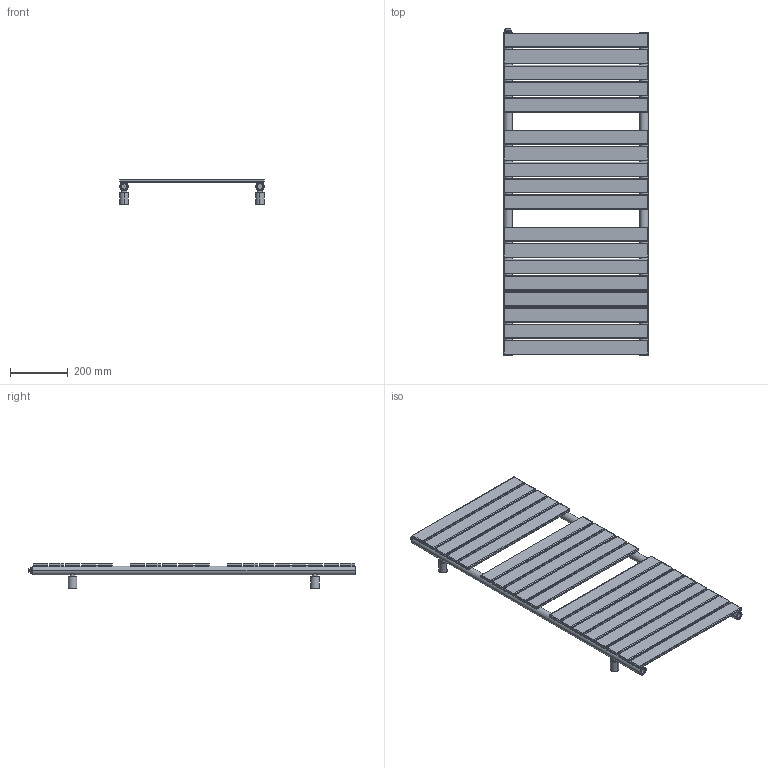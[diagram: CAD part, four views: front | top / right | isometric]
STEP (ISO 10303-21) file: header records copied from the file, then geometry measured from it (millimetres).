
FILE_DESCRIPTION((''),'2;1');
FILE_NAME('3551426100211_3D_SITO_ASM','2023-12-04T09:15:07',('PC132'),(''),'CREO PARAMETRIC BY PTC INC, 2023092','CREO PARAMETRIC BY PTC INC, 2023092','');
FILE_SCHEMA(('AUTOMOTIVE_DESIGN { 1 0 10303 214 1 1 1 1 }'));
Length unit declared in the file: millimetre
Products named in the file (3): 2551420500111_3D_SITO; 1041001240002; 3551426100211_3D_SITO_ASM
Assembly tree (2 placements, depth 2):
  3551426100211_3D_SITO_ASM
    2551420500111_3D_SITO
    1041001240002
Bounding box: 500 x 1133 x 88 mm (x, y, z)
Volume: 5865058.4 mm3; surface area: 1362309.1 mm2
Topology: 21 solids, 22 shells, 658 faces, 1425 edges, 822 vertices
Faces by surface type: cylinder 278, plane 156, bspline 154, torus 58, cone 8, sphere 4
Entity records: 29417 total; most frequent: CARTESIAN_POINT 6901, DIRECTION 3395, ORIENTED_EDGE 2850, PRESENTATION_STYLE_ASSIGNMENT 1615, STYLED_ITEM 1546, CURVE_STYLE 1525, EDGE_CURVE 1425, AXIS2_PLACEMENT_3D 1367
